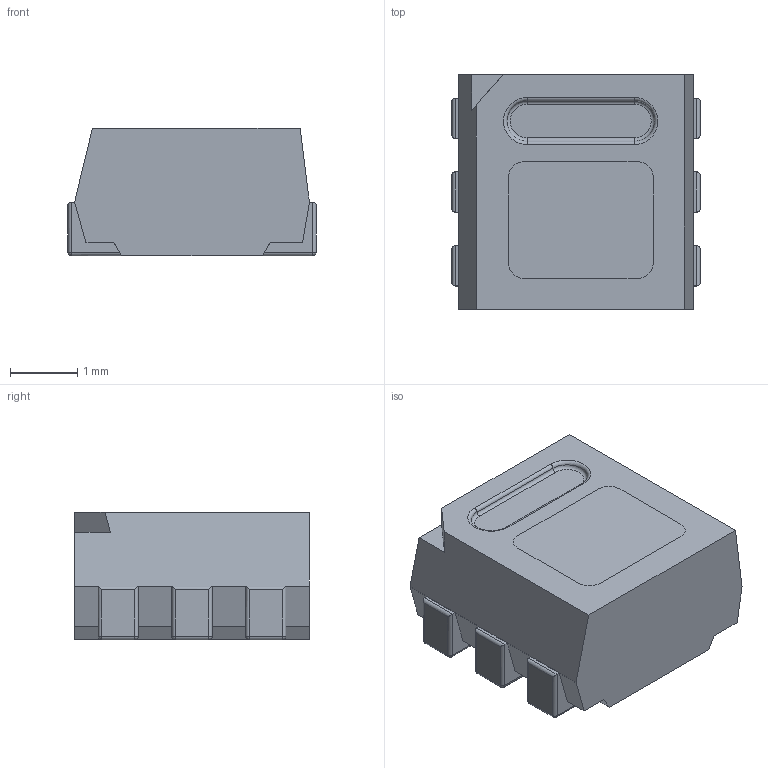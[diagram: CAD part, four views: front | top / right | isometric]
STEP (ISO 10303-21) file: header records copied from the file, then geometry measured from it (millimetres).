
FILE_DESCRIPTION(/* description */ (''),/* implementation_level */ '2;1');
FILE_NAME(/* name */ 'SK6812_Mini.step',/* time_stamp */ '2022-05-20T16:44:45+08:00',/* author */ (''),/* organization */ (''),/* preprocessor_version */ 'ST-DEVELOPER v18.1',/* originating_system */ 'Autodesk Translation Framework v10.14.0.1471',/* authorisation */ '');
FILE_SCHEMA (('AUTOMOTIVE_DESIGN { 1 0 10303 214 3 1 1 }'));
Length unit declared in the file: millimetre
Products named in the file (1): SK6812_Mini
Bounding box: 3.7 x 3.5 x 1.9 mm (x, y, z)
Volume: 20.2 mm3; surface area: 73.3 mm2
Topology: 8 solids, 8 shells, 138 faces, 308 edges, 188 vertices
Faces by surface type: plane 74, cylinder 48, sphere 12, torus 4
Entity records: 3829 total; most frequent: DIRECTION 676, CARTESIAN_POINT 635, ORIENTED_EDGE 616, EDGE_CURVE 308, AXIS2_PLACEMENT_3D 229, LINE 218, VECTOR 218, VERTEX_POINT 188
